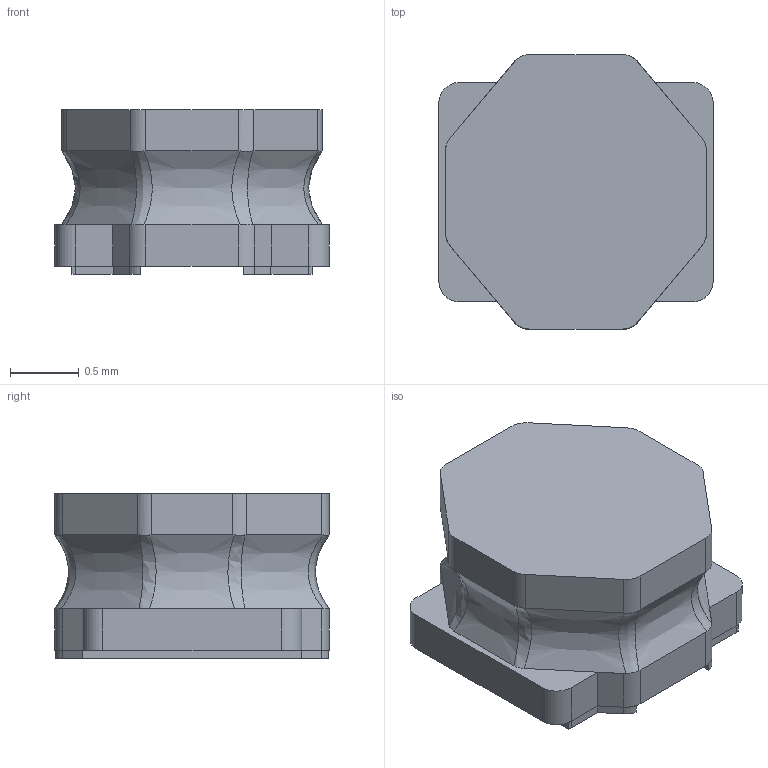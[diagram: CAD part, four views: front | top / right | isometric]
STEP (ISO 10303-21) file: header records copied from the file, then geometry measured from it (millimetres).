
FILE_DESCRIPTION(('FreeCAD Model'),'2;1');
FILE_NAME('Open CASCADE Shape Model','2024-07-03T13:40:07',('Author'),( ''),'Open CASCADE STEP processor 7.7','FreeCAD','Unknown');
FILE_SCHEMA(('AUTOMOTIVE_DESIGN { 1 0 10303 214 1 1 1 1 }'));
Length unit declared in the file: millimetre
Products named in the file (5): L_DND2020MK004; L_DND2020MK003; L_DND2020MK; L_DND2020MK001; L_DND2020MK002
Assembly tree (4 placements, depth 3):
  L_DND2020MK004
    L_DND2020MK003
      L_DND2020MK
      L_DND2020MK001
      L_DND2020MK002
Bounding box: 2 x 2 x 1.2 mm (x, y, z)
Volume: 3.5 mm3; surface area: 18.7 mm2
Topology: 3 solids, 3 shells, 80 faces, 222 edges, 148 vertices
Faces by surface type: plane 40, cylinder 24, bspline 16
Entity records: 3189 total; most frequent: CARTESIAN_POINT 1155, ORIENTED_EDGE 444, DIRECTION 344, EDGE_CURVE 222, VERTEX_POINT 148, LINE 126, VECTOR 126, AXIS2_PLACEMENT_3D 109
